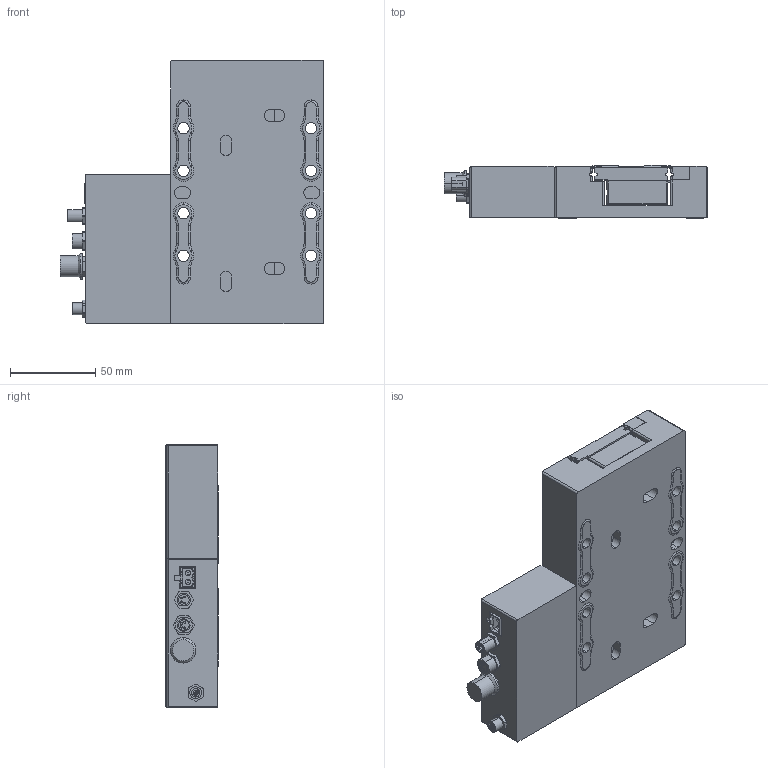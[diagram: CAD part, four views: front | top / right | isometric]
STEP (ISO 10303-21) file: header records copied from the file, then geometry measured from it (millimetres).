
FILE_DESCRIPTION (( 'STEP AP203' ), '1' );
FILE_NAME ('X-LDA075A-AE53D12.step', '2023-10-06T19:14:28', ( '' ), ( '' ), 'SwSTEP 2.0', 'SolidWorks 2019', '' );
FILE_SCHEMA (( 'CONFIG_CONTROL_DESIGN' ));
Length unit declared in the file: millimetre
Products named in the file (3): LDA_carriage^LDA_LDA075; X-LDA075A-AE53D12; LDA_base^LDA_X-LDA075
Assembly tree (2 placements, depth 2):
  X-LDA075A-AE53D12
    LDA_base^LDA_X-LDA075
    LDA_carriage^LDA_LDA075
Bounding box: 155 x 31 x 155 mm (x, y, z)
Volume: 477520.2 mm3; surface area: 126855.1 mm2
Topology: 18 solids, 18 shells, 667 faces, 1628 edges, 1065 vertices
Faces by surface type: plane 317, cylinder 262, torus 56, cone 32
Entity records: 20192 total; most frequent: CARTESIAN_POINT 3624, DIRECTION 3592, ORIENTED_EDGE 3256, EDGE_CURVE 1628, AXIS2_PLACEMENT_3D 1345, VERTEX_POINT 1065, VECTOR 902, LINE 902
